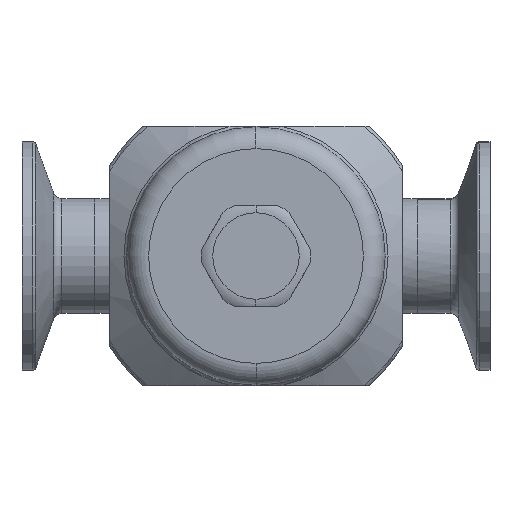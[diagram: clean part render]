
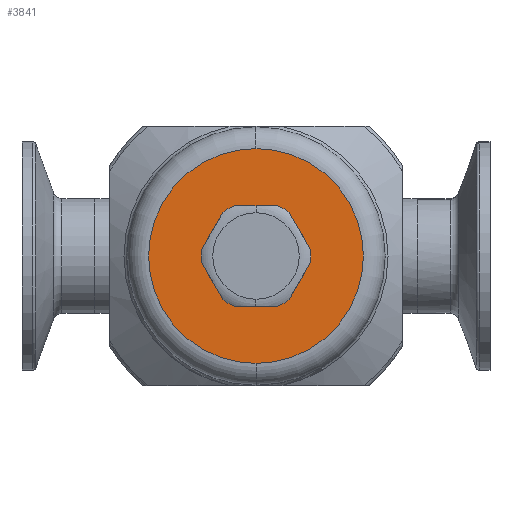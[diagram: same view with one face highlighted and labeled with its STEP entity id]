
A CAD part, front view. The second image highlights one B-rep face of the part: STEP entity #3841.
In plain terms, the highlighted planar face has unit normal (0, -1, 0).
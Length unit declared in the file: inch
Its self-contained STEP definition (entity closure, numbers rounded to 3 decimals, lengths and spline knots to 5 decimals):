
#26 = ORIENTED_EDGE ( 'NONE', *, *, #131, .F. ) ;
#60 = CARTESIAN_POINT ( 'NONE',  ( 0., 0., 0. ) ) ;
#115 = PLANE ( 'NONE',  #961 ) ;
#131 = EDGE_CURVE ( 'NONE', #4211, #1265, #4265, .T. ) ;
#140 = AXIS2_PLACEMENT_3D ( 'NONE', #1993, #3485, #1195 ) ;
#150 = EDGE_CURVE ( 'NONE', #386, #4211, #582, .T. ) ;
#181 = LINE ( 'NONE', #1958, #470 ) ;
#326 = DIRECTION ( 'NONE',  ( 0., -1., 0. ) ) ;
#361 = AXIS2_PLACEMENT_3D ( 'NONE', #4038, #326, #2183 ) ;
#386 = VERTEX_POINT ( 'NONE', #4699 ) ;
#396 = CARTESIAN_POINT ( 'NONE',  ( -0.47138, 0., -0.05855 ) ) ;
#448 = DIRECTION ( 'NONE',  ( 0., 1., 0. ) ) ;
#470 = VECTOR ( 'NONE', #1584, 39.37008 ) ;
#582 = LINE ( 'NONE', #2758, #1761 ) ;
#597 = EDGE_CURVE ( 'NONE', #4705, #4273, #923, .T. ) ;
#693 = CIRCLE ( 'NONE', #3541, 0.475 ) ;
#822 = DIRECTION ( 'NONE',  ( 0., 0., 1. ) ) ;
#835 = VERTEX_POINT ( 'NONE', #1902 ) ;
#874 = CARTESIAN_POINT ( 'NONE',  ( 0.25259, 0., -0.4375 ) ) ;
#906 = DIRECTION ( 'NONE',  ( 0., 0., -1. ) ) ;
#918 = ORIENTED_EDGE ( 'NONE', *, *, #4449, .F. ) ;
#923 = CIRCLE ( 'NONE', #2177, 0.475 ) ;
#961 = AXIS2_PLACEMENT_3D ( 'NONE', #2378, #2731, #1948 ) ;
#969 = DIRECTION ( 'NONE',  ( 0., 0., -1. ) ) ;
#998 = DIRECTION ( 'NONE',  ( 0., -1., 0. ) ) ;
#1059 = CARTESIAN_POINT ( 'NONE',  ( -0.18498, 0., 0.4375 ) ) ;
#1072 = DIRECTION ( 'NONE',  ( -0.5, 0., -0.866 ) ) ;
#1089 = EDGE_CURVE ( 'NONE', #1235, #1783, #3905, .T. ) ;
#1111 = VERTEX_POINT ( 'NONE', #1439 ) ;
#1114 = AXIS2_PLACEMENT_3D ( 'NONE', #2727, #448, #822 ) ;
#1180 = DIRECTION ( 'NONE',  ( 0., -1., 0. ) ) ;
#1195 = DIRECTION ( 'NONE',  ( 0., 0., -1. ) ) ;
#1197 = FACE_BOUND ( 'NONE', #3621, .T. ) ;
#1235 = VERTEX_POINT ( 'NONE', #3325 ) ;
#1265 = VERTEX_POINT ( 'NONE', #3725 ) ;
#1266 = DIRECTION ( 'NONE',  ( 0., 0., 1. ) ) ;
#1329 = EDGE_LOOP ( 'NONE', ( #4199, #2004 ) ) ;
#1356 = CARTESIAN_POINT ( 'NONE',  ( 0., 0., 0. ) ) ;
#1358 = ORIENTED_EDGE ( 'NONE', *, *, #1089, .F. ) ;
#1439 = CARTESIAN_POINT ( 'NONE',  ( 0.47138, 0., -0.05855 ) ) ;
#1484 = CARTESIAN_POINT ( 'NONE',  ( 0.47138, 0., 0.05855 ) ) ;
#1572 = EDGE_CURVE ( 'NONE', #1111, #1864, #4713, .T. ) ;
#1584 = DIRECTION ( 'NONE',  ( 0.5, 0., 0.866 ) ) ;
#1600 = VERTEX_POINT ( 'NONE', #2844 ) ;
#1761 = VECTOR ( 'NONE', #3460, 39.37008 ) ;
#1783 = VERTEX_POINT ( 'NONE', #4792 ) ;
#1859 = AXIS2_PLACEMENT_3D ( 'NONE', #2104, #2548, #906 ) ;
#1864 = VERTEX_POINT ( 'NONE', #1484 ) ;
#1902 = CARTESIAN_POINT ( 'NONE',  ( 0.28639, 0., -0.37895 ) ) ;
#1948 = DIRECTION ( 'NONE',  ( 0., 0., 1. ) ) ;
#1958 = CARTESIAN_POINT ( 'NONE',  ( 0.50518, 0., 0. ) ) ;
#1973 = VECTOR ( 'NONE', #2071, 39.37008 ) ;
#1993 = CARTESIAN_POINT ( 'NONE',  ( 0., 0., 0. ) ) ;
#2004 = ORIENTED_EDGE ( 'NONE', *, *, #3878, .F. ) ;
#2030 = LINE ( 'NONE', #4356, #4532 ) ;
#2071 = DIRECTION ( 'NONE',  ( -0.5, 0., 0.866 ) ) ;
#2104 = CARTESIAN_POINT ( 'NONE',  ( 0., 0., 0. ) ) ;
#2177 = AXIS2_PLACEMENT_3D ( 'NONE', #60, #1180, #3894 ) ;
#2183 = DIRECTION ( 'NONE',  ( 0., 0., -1. ) ) ;
#2186 = EDGE_CURVE ( 'NONE', #4482, #386, #3156, .T. ) ;
#2225 = AXIS2_PLACEMENT_3D ( 'NONE', #4200, #3900, #1266 ) ;
#2282 = LINE ( 'NONE', #874, #4025 ) ;
#2362 = EDGE_CURVE ( 'NONE', #1600, #3806, #2917, .T. ) ;
#2378 = CARTESIAN_POINT ( 'NONE',  ( 0., 0., 0. ) ) ;
#2445 = DIRECTION ( 'NONE',  ( 0., -1., 0. ) ) ;
#2473 = EDGE_CURVE ( 'NONE', #1864, #4482, #3836, .T. ) ;
#2478 = DIRECTION ( 'NONE',  ( 0.5, 0., -0.866 ) ) ;
#2521 = ORIENTED_EDGE ( 'NONE', *, *, #2186, .F. ) ;
#2548 = DIRECTION ( 'NONE',  ( 0., -1., 0. ) ) ;
#2691 = ORIENTED_EDGE ( 'NONE', *, *, #4027, .F. ) ;
#2719 = ORIENTED_EDGE ( 'NONE', *, *, #4096, .F. ) ;
#2727 = CARTESIAN_POINT ( 'NONE',  ( 0., 0., 0. ) ) ;
#2731 = DIRECTION ( 'NONE',  ( 0., 1., 0. ) ) ;
#2758 = CARTESIAN_POINT ( 'NONE',  ( -0.25259, 0., 0.4375 ) ) ;
#2844 = CARTESIAN_POINT ( 'NONE',  ( 0., 0., 0.932 ) ) ;
#2881 = ORIENTED_EDGE ( 'NONE', *, *, #1572, .F. ) ;
#2901 = CARTESIAN_POINT ( 'NONE',  ( 0.28639, 0., 0.37895 ) ) ;
#2917 = CIRCLE ( 'NONE', #1114, 0.932 ) ;
#2973 = CARTESIAN_POINT ( 'NONE',  ( -0.50518, 0., 0. ) ) ;
#3065 = CARTESIAN_POINT ( 'NONE',  ( 0., 0., -0.932 ) ) ;
#3081 = CIRCLE ( 'NONE', #2225, 0.932 ) ;
#3131 = ORIENTED_EDGE ( 'NONE', *, *, #4409, .F. ) ;
#3149 = CARTESIAN_POINT ( 'NONE',  ( 0.18498, 0., -0.4375 ) ) ;
#3156 = CIRCLE ( 'NONE', #361, 0.475 ) ;
#3193 = ORIENTED_EDGE ( 'NONE', *, *, #597, .F. ) ;
#3238 = ORIENTED_EDGE ( 'NONE', *, *, #150, .F. ) ;
#3251 = CARTESIAN_POINT ( 'NONE',  ( 0., 0., 0. ) ) ;
#3325 = CARTESIAN_POINT ( 'NONE',  ( -0.28639, 0., -0.37895 ) ) ;
#3338 = ORIENTED_EDGE ( 'NONE', *, *, #2473, .F. ) ;
#3369 = CARTESIAN_POINT ( 'NONE',  ( -0.47138, 0., 0.05855 ) ) ;
#3460 = DIRECTION ( 'NONE',  ( -1., 0., 0. ) ) ;
#3485 = DIRECTION ( 'NONE',  ( 0., -1., 0. ) ) ;
#3541 = AXIS2_PLACEMENT_3D ( 'NONE', #3251, #998, #4742 ) ;
#3542 = LINE ( 'NONE', #2973, #4120 ) ;
#3586 = AXIS2_PLACEMENT_3D ( 'NONE', #1356, #2445, #969 ) ;
#3621 = EDGE_LOOP ( 'NONE', ( #1358, #2691, #3193, #4672, #26, #3238, #2521, #3338, #2881, #3131, #2719, #918 ) ) ;
#3639 = VERTEX_POINT ( 'NONE', #3149 ) ;
#3725 = CARTESIAN_POINT ( 'NONE',  ( -0.28639, 0., 0.37895 ) ) ;
#3806 = VERTEX_POINT ( 'NONE', #3065 ) ;
#3836 = LINE ( 'NONE', #3893, #1973 ) ;
#3841 = ADVANCED_FACE ( 'NONE', ( #4700, #1197 ), #115, .F. ) ;
#3878 = EDGE_CURVE ( 'NONE', #3806, #1600, #3081, .T. ) ;
#3893 = CARTESIAN_POINT ( 'NONE',  ( 0.25259, 0., 0.4375 ) ) ;
#3894 = DIRECTION ( 'NONE',  ( 0., 0., -1. ) ) ;
#3900 = DIRECTION ( 'NONE',  ( 0., 1., 0. ) ) ;
#3905 = CIRCLE ( 'NONE', #1859, 0.475 ) ;
#4025 = VECTOR ( 'NONE', #4212, 39.37008 ) ;
#4027 = EDGE_CURVE ( 'NONE', #4273, #1235, #2030, .T. ) ;
#4038 = CARTESIAN_POINT ( 'NONE',  ( 0., 0., 0. ) ) ;
#4096 = EDGE_CURVE ( 'NONE', #3639, #835, #693, .T. ) ;
#4120 = VECTOR ( 'NONE', #1072, 39.37008 ) ;
#4131 = EDGE_CURVE ( 'NONE', #1265, #4705, #3542, .T. ) ;
#4199 = ORIENTED_EDGE ( 'NONE', *, *, #2362, .F. ) ;
#4200 = CARTESIAN_POINT ( 'NONE',  ( 0., 0., 0. ) ) ;
#4211 = VERTEX_POINT ( 'NONE', #1059 ) ;
#4212 = DIRECTION ( 'NONE',  ( 1., 0., 0. ) ) ;
#4265 = CIRCLE ( 'NONE', #140, 0.475 ) ;
#4273 = VERTEX_POINT ( 'NONE', #396 ) ;
#4356 = CARTESIAN_POINT ( 'NONE',  ( -0.25259, 0., -0.4375 ) ) ;
#4409 = EDGE_CURVE ( 'NONE', #835, #1111, #181, .T. ) ;
#4449 = EDGE_CURVE ( 'NONE', #1783, #3639, #2282, .T. ) ;
#4482 = VERTEX_POINT ( 'NONE', #2901 ) ;
#4532 = VECTOR ( 'NONE', #2478, 39.37008 ) ;
#4672 = ORIENTED_EDGE ( 'NONE', *, *, #4131, .F. ) ;
#4699 = CARTESIAN_POINT ( 'NONE',  ( 0.18498, 0., 0.4375 ) ) ;
#4700 = FACE_OUTER_BOUND ( 'NONE', #1329, .T. ) ;
#4705 = VERTEX_POINT ( 'NONE', #3369 ) ;
#4713 = CIRCLE ( 'NONE', #3586, 0.475 ) ;
#4742 = DIRECTION ( 'NONE',  ( 0., 0., -1. ) ) ;
#4792 = CARTESIAN_POINT ( 'NONE',  ( -0.18498, 0., -0.4375 ) ) ;
